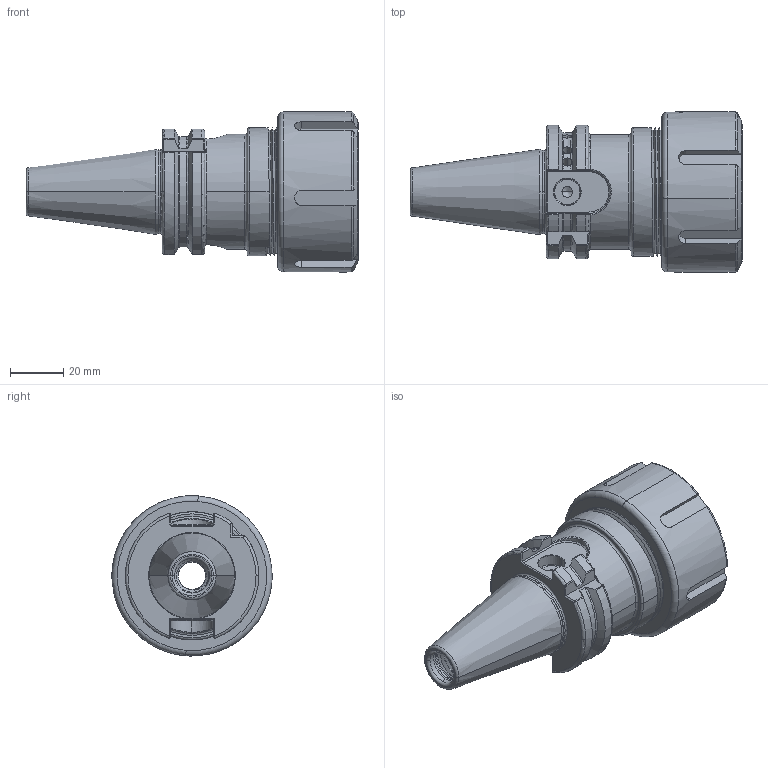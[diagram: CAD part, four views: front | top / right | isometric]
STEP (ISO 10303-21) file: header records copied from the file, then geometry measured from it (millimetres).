
FILE_DESCRIPTION (( 'STEP AP203' ), '1' );
FILE_NAME ('302.01.25.STEP', '2016-07-16T00:45:23', ( '' ), ( '' ), 'SwSTEP 2.0', 'SolidWorks 2012', '' );
FILE_SCHEMA (( 'CONFIG_CONTROL_DESIGN' ));
Length unit declared in the file: millimetre
Products named in the file (7): OZ25001PD; OZ25002PD; 302.01.25; OZ螺帽螺絲 M5; OZ25Y1; OZ25#200 3.96MM鋼珠
Assembly tree (40 placements, depth 3):
  302.01.25
    302.01.25
    OZ25Y1
      OZ25001PD
      OZ25002PD
      OZ螺帽螺絲 M5
      OZ25#200 3.96MM鋼珠  x35
Bounding box: 124.33 x 60 x 60 mm (x, y, z)
Volume: 117509.6 mm3; surface area: 51369.2 mm2
Topology: 39 solids, 39 shells, 526 faces, 1454 edges, 932 vertices
Faces by surface type: cylinder 166, plane 89, torus 72, cone 71, sphere 70, bspline 58
Entity records: 36034 total; most frequent: CARTESIAN_POINT 24256, ORIENTED_EDGE 2406, DIRECTION 1845, EDGE_CURVE 1203, VERTEX_POINT 759, AXIS2_PLACEMENT_3D 749, EDGE_LOOP 470, ADVANCED_FACE 458
